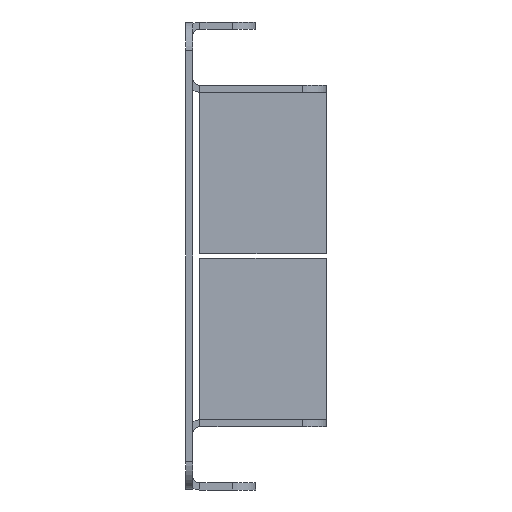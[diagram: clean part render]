
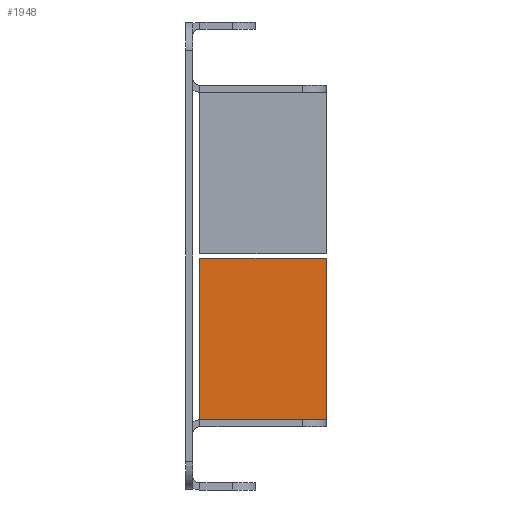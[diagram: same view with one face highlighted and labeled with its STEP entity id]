
A CAD part, left-side view. The second image highlights one B-rep face of the part: STEP entity #1948.
In plain terms, the highlighted planar face has unit normal (-1, 0, 0).
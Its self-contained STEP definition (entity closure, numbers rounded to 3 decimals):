
#110 = CARTESIAN_POINT ( 'NONE',  ( -243.5, 27., 17.25 ) ) ;
#130 = CARTESIAN_POINT ( 'NONE',  ( -243.5, 27., 17.25 ) ) ;
#162 = DIRECTION ( 'NONE',  ( 0., 0., -1. ) ) ;
#178 = PLANE ( 'NONE',  #2597 ) ;
#469 = VECTOR ( 'NONE', #1446, 1000. ) ;
#511 = ORIENTED_EDGE ( 'NONE', *, *, #2843, .F. ) ;
#535 = CARTESIAN_POINT ( 'NONE',  ( -243.5, 0., 17.25 ) ) ;
#643 = VECTOR ( 'NONE', #1645, 1000. ) ;
#855 = CARTESIAN_POINT ( 'NONE',  ( -243.5, 27., -17.25 ) ) ;
#1005 = EDGE_CURVE ( 'NONE', #2701, #1430, #2598, .T. ) ;
#1264 = VECTOR ( 'NONE', #2697, 1000. ) ;
#1272 = VERTEX_POINT ( 'NONE', #1632 ) ;
#1296 = ORIENTED_EDGE ( 'NONE', *, *, #1005, .T. ) ;
#1303 = EDGE_CURVE ( 'NONE', #1272, #2701, #2423, .T. ) ;
#1315 = CARTESIAN_POINT ( 'NONE',  ( -243.5, 27., 17.25 ) ) ;
#1420 = CARTESIAN_POINT ( 'NONE',  ( -243.5, 0., -17.25 ) ) ;
#1430 = VERTEX_POINT ( 'NONE', #2736 ) ;
#1446 = DIRECTION ( 'NONE',  ( 0., 0., 1. ) ) ;
#1526 = DIRECTION ( 'NONE',  ( 0., -1., 0. ) ) ;
#1632 = CARTESIAN_POINT ( 'NONE',  ( -243.5, 27., -17.25 ) ) ;
#1645 = DIRECTION ( 'NONE',  ( 0., -1., 0. ) ) ;
#1921 = EDGE_LOOP ( 'NONE', ( #1296, #2609, #511, #2475 ) ) ;
#1948 = ADVANCED_FACE ( 'NONE', ( #2035 ), #178, .F. ) ;
#2035 = FACE_OUTER_BOUND ( 'NONE', #1921, .T. ) ;
#2137 = VERTEX_POINT ( 'NONE', #130 ) ;
#2232 = DIRECTION ( 'NONE',  ( 1., 0., 0. ) ) ;
#2249 = VECTOR ( 'NONE', #1526, 1000. ) ;
#2412 = LINE ( 'NONE', #110, #1264 ) ;
#2423 = LINE ( 'NONE', #855, #2249 ) ;
#2475 = ORIENTED_EDGE ( 'NONE', *, *, #1303, .T. ) ;
#2558 = LINE ( 'NONE', #2572, #643 ) ;
#2572 = CARTESIAN_POINT ( 'NONE',  ( -243.5, 27., 17.25 ) ) ;
#2597 = AXIS2_PLACEMENT_3D ( 'NONE', #1315, #2232, #162 ) ;
#2598 = LINE ( 'NONE', #535, #469 ) ;
#2609 = ORIENTED_EDGE ( 'NONE', *, *, #2687, .F. ) ;
#2687 = EDGE_CURVE ( 'NONE', #2137, #1430, #2558, .T. ) ;
#2697 = DIRECTION ( 'NONE',  ( 0., 0., 1. ) ) ;
#2701 = VERTEX_POINT ( 'NONE', #1420 ) ;
#2736 = CARTESIAN_POINT ( 'NONE',  ( -243.5, 0., 17.25 ) ) ;
#2843 = EDGE_CURVE ( 'NONE', #1272, #2137, #2412, .T. ) ;
